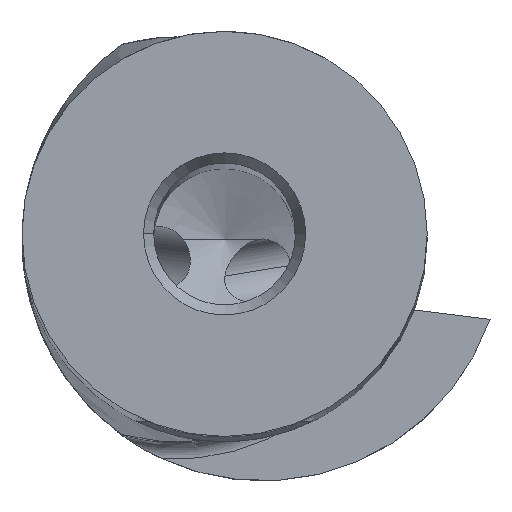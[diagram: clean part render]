
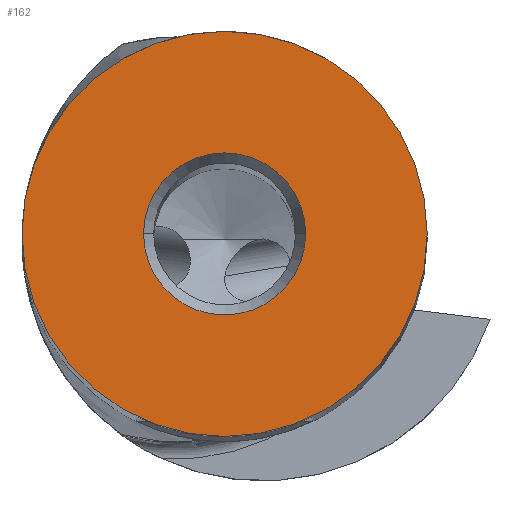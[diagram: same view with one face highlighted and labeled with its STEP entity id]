
A CAD part, top view. The second image highlights one B-rep face of the part: STEP entity #162.
In plain terms, the highlighted planar face has unit normal (0, 0, 1).
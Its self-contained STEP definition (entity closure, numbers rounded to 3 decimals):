
#48=FACE_BOUND('',#316,.T.);
#49=FACE_BOUND('',#317,.T.);
#72=PLANE('',#1485);
#162=ADVANCED_FACE('',(#48,#49),#72,.T.);
#316=EDGE_LOOP('',(#874,#875));
#317=EDGE_LOOP('',(#876,#877));
#377=CIRCLE('',#1475,10.);
#378=CIRCLE('',#1479,10.);
#379=CIRCLE('',#1483,4.);
#380=CIRCLE('',#1484,4.);
#874=ORIENTED_EDGE('',*,*,#1260,.F.);
#875=ORIENTED_EDGE('',*,*,#1254,.F.);
#876=ORIENTED_EDGE('',*,*,#1265,.F.);
#877=ORIENTED_EDGE('',*,*,#1266,.F.);
#1071=VERTEX_POINT('',#2886);
#1072=VERTEX_POINT('',#2888);
#1081=VERTEX_POINT('',#2910);
#1082=VERTEX_POINT('',#2911);
#1254=EDGE_CURVE('',#1071,#1072,#377,.T.);
#1260=EDGE_CURVE('',#1072,#1071,#378,.T.);
#1265=EDGE_CURVE('',#1081,#1082,#379,.T.);
#1266=EDGE_CURVE('',#1082,#1081,#380,.T.);
#1475=AXIS2_PLACEMENT_3D('',#2887,#1776,#1777);
#1479=AXIS2_PLACEMENT_3D('',#2899,#1787,#1788);
#1483=AXIS2_PLACEMENT_3D('',#2909,#1797,#1798);
#1484=AXIS2_PLACEMENT_3D('',#2912,#1799,#1800);
#1485=AXIS2_PLACEMENT_3D('',#2913,#1801,#1802);
#1776=DIRECTION('',(0.,0.,-1.));
#1777=DIRECTION('',(-1.,0.,0.));
#1787=DIRECTION('',(0.,0.,-1.));
#1788=DIRECTION('',(1.,0.,0.));
#1797=DIRECTION('',(0.,0.,1.));
#1798=DIRECTION('',(1.,0.,0.));
#1799=DIRECTION('',(0.,0.,1.));
#1800=DIRECTION('',(-1.,0.,0.));
#1801=DIRECTION('',(0.,0.,1.));
#1802=DIRECTION('',(-1.,0.,0.));
#2886=CARTESIAN_POINT('',(-10.,0.,0.));
#2887=CARTESIAN_POINT('',(0.,0.,0.));
#2888=CARTESIAN_POINT('',(10.,0.,0.));
#2899=CARTESIAN_POINT('',(0.,0.,0.));
#2909=CARTESIAN_POINT('',(0.,0.,0.));
#2910=CARTESIAN_POINT('',(4.,0.,0.));
#2911=CARTESIAN_POINT('',(-4.,0.,0.));
#2912=CARTESIAN_POINT('',(0.,0.,0.));
#2913=CARTESIAN_POINT('',(0.,0.,0.));
